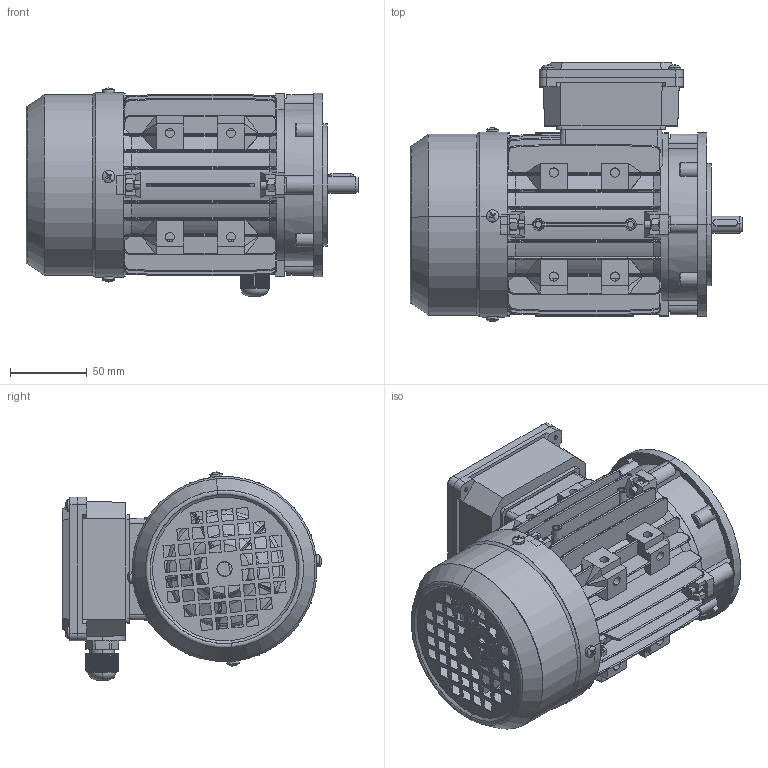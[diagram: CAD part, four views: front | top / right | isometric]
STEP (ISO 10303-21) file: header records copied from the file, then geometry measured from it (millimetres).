
FILE_DESCRIPTION (( 'STEP AP203' ), '1' );
FILE_NAME ('MS63 B14B軞蚾芞.STEP', '2014-12-29T06:44:59', ( 'USER' ), ( 'MS' ), 'SwSTEP 2.0', 'SolidWorks 2008', '' );
FILE_SCHEMA (( 'CONFIG_CONTROL_DESIGN' ));
Length unit declared in the file: millimetre
Products named in the file (14): MS63 风叶_默认; MS63-71 新接线盒座_默认; Cross recessed thread forming screws GB_GB_CROSS_SCREWS_TYPE138 M4X10-N; MS63-71 新接线盒盖_默认; MS63 B14B盖_默认; MS63 B14B軞蚾芞; 63机壳_默认; 63 后盖_默认; 63 转轴_默认; 63 风罩_默认; Circlips for shaft--Type A large GB_GB_CONNECTING_PIECE_RING_RRA 11; 出线螺套M16_默认; Hexagon nuts grade C GB_GB_FASTENER_NUT_SNC1 M5-N; Hexagon socket head cap screws GB_GB_FASTENER_SCREWS_HSHCS M5X25-N
Assembly tree (34 placements, depth 2):
  MS63 B14B軞蚾芞
    MS63-71 新接线盒座_默认
    Cross recessed thread forming screws GB_GB_CROSS_SCREWS_TYPE138 M4X10-N  x8
    Hexagon socket head cap screws GB_GB_FASTENER_SCREWS_HSHCS M5X25-N  x8
    MS63 风叶_默认
    Hexagon nuts grade C GB_GB_FASTENER_NUT_SNC1 M5-N  x8
    MS63-71 新接线盒盖_默认
    出线螺套M16_默认
    63 风罩_默认
    Circlips for shaft--Type A large GB_GB_CONNECTING_PIECE_RING_RRA 11
    63 后盖_默认
    MS63 B14B盖_默认
    63 转轴_默认
    63机壳_默认
Bounding box: 217 x 169.42 x 135.96 mm (x, y, z)
Volume: 485251 mm3; surface area: 388735 mm2
Topology: 34 solids, 34 shells, 2974 faces, 7720 edges, 4863 vertices
Faces by surface type: plane 1612, cylinder 868, cone 211, torus 105, sphere 90, bspline 88
Entity records: 85543 total; most frequent: CARTESIAN_POINT 22742, ORIENTED_EDGE 13192, DIRECTION 12043, EDGE_CURVE 6596, VERTEX_POINT 4184, AXIS2_PLACEMENT_3D 4124, VECTOR 3795, LINE 3795
